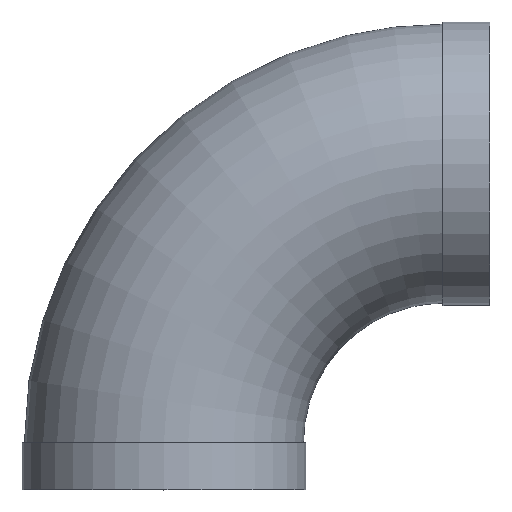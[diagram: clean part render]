
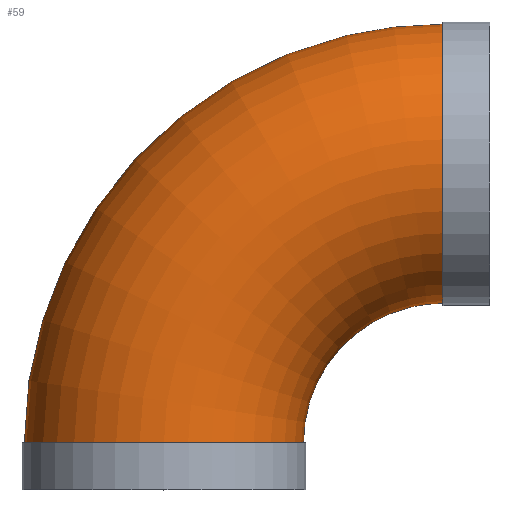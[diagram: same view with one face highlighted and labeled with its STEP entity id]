
A CAD part, top view. The second image highlights one B-rep face of the part: STEP entity #59.
In plain terms, the highlighted toroidal (fillet/blend) face has major radius 250 mm and minor radius 125 mm.
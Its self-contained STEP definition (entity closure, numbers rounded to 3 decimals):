
#59 = ADVANCED_FACE( '', ( #114, #115 ), #116, .T. );
#114 = FACE_OUTER_BOUND( '', #176, .T. );
#115 = FACE_OUTER_BOUND( '', #177, .T. );
#116 = TOROIDAL_SURFACE( '', #178, 250., 125. );
#176 = EDGE_LOOP( '', ( #226 ) );
#177 = EDGE_LOOP( '', ( #227 ) );
#178 = AXIS2_PLACEMENT_3D( '', #228, #229, #230 );
#226 = ORIENTED_EDGE( '', *, *, #299, .T. );
#227 = ORIENTED_EDGE( '', *, *, #300, .F. );
#228 = CARTESIAN_POINT( '', ( 250., 42., 0. ) );
#229 = DIRECTION( '', ( 0., 0., -1. ) );
#230 = DIRECTION( '', ( -1., 0., 0. ) );
#299 = EDGE_CURVE( '', #323, #323, #324, .T. );
#300 = EDGE_CURVE( '', #325, #325, #326, .T. );
#323 = VERTEX_POINT( '', #359 );
#324 = CIRCLE( '', #360, 125. );
#325 = VERTEX_POINT( '', #361 );
#326 = CIRCLE( '', #362, 125. );
#359 = CARTESIAN_POINT( '', ( 125., 42., 0. ) );
#360 = AXIS2_PLACEMENT_3D( '', #394, #395, #396 );
#361 = CARTESIAN_POINT( '', ( 250., 167., 0. ) );
#362 = AXIS2_PLACEMENT_3D( '', #397, #398, #399 );
#394 = CARTESIAN_POINT( '', ( 0., 42., 0. ) );
#395 = DIRECTION( '', ( 0., 1., 0. ) );
#396 = DIRECTION( '', ( 1., 0., 0. ) );
#397 = CARTESIAN_POINT( '', ( 250., 292., 0. ) );
#398 = DIRECTION( '', ( 1., 0., 0. ) );
#399 = DIRECTION( '', ( 0., -1., 0. ) );
